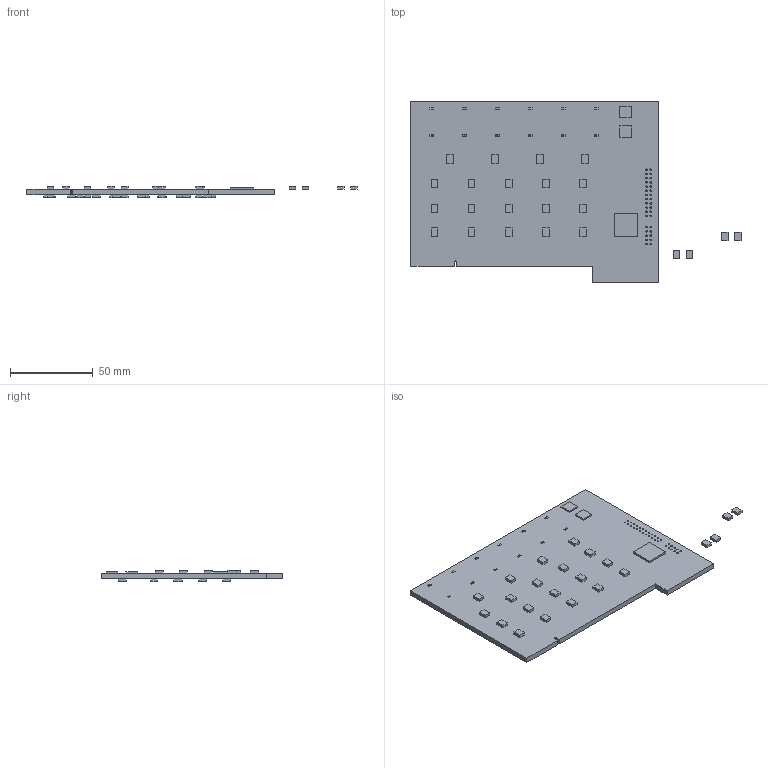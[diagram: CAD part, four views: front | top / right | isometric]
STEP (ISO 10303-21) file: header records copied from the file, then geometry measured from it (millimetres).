
FILE_DESCRIPTION(('Open CASCADE Model'),'2;1');
FILE_NAME('Open CASCADE Shape Model','2009-04-09T14:53:21',('Author'),( 'Open CASCADE'),'Open CASCADE STEP processor 6.2','Open CASCADE 6.2' ,'Unknown');
FILE_SCHEMA(('AUTOMOTIVE_DESIGN { 1 0 10303 214 1 1 1 1 }'));
Length unit declared in the file: millimetre
Products named in the file (67): PCB; Board; U2N; 504523808; Extruded; U2M; U2H; U2G; U2O; U2L; U2K; U2J; U2I; U2F; U16; 504518304; U13; U18; 504526752; U14; U12; U11; U2A; U2C; U2D; U7A; U7B; U7C; U7D; U9; 504526624; U2B; U2E; U3N; U3M; U3H; U3G; U5A; 504526496; U5B ...
Assembly tree (116 placements, depth 4):
  PCB
    Board
    U2N
      504523808
        Extruded
    U2M
      504523808
        Extruded
    U2H
      504523808
        Extruded
    U2G
      504523808
        Extruded
    U2O
      504523808
        Extruded
    U2L
      504523808
        Extruded
    U2K
      504523808
        Extruded
    U2J
      504523808
        Extruded
    U2I
      504523808
        Extruded
    U2F
      504523808
        Extruded
    U16
      504518304
        Extruded
    U13
      504518304
        Extruded
    U18
      504526752
        Extruded
    U14
      504526752
        Extruded
    U12
      504526752
        Extruded
    U11
      504526752
        Extruded
    U2A
      504523808
        Extruded
    U2C
      504523808
        Extruded
    U2D
      504523808
        Extruded
    U7A
Bounding box: 199.61 x 110 x 6.78 mm (x, y, z)
Volume: 52239.6 mm3; surface area: 37522.2 mm2
Topology: 56 solids, 56 shells, 511 faces, 1197 edges, 798 vertices
Faces by surface type: plane 355, cylinder 156
Full cylindrical faces by diameter (mm): 0.254 x72, 0.33 x50, 0.9 x34
Entity records: 17038 total; most frequent: DIRECTION 2759, CARTESIAN_POINT 2517, ORIENTED_EDGE 1194, PCURVE 1194, DEFINITIONAL_REPRESENTATION 1194, LINE 1167, VECTOR 1167, AXIS2_PLACEMENT_3D 640
